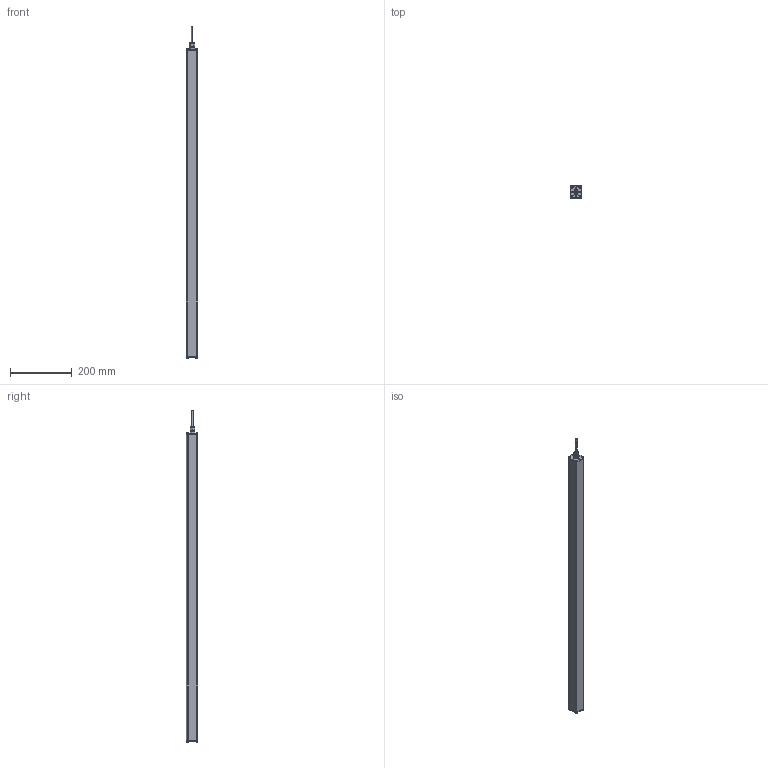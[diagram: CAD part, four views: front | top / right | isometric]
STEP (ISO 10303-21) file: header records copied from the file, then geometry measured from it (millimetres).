
FILE_DESCRIPTION((''),'2;1');
FILE_NAME('207409_ASM','2019-03-15T12:34:23',('pdmadmin'),('BANNER ENGINEERING'),'CREO PARAMETRIC BY PTC INC, 2018300','CREO PARAMETRIC BY PTC INC, 2018300','');
FILE_SCHEMA(('CONFIG_CONTROL_DESIGN'));
Length unit declared in the file: inch
Products named in the file (230): 203858_AF2; 203858_AF0_ASM; 203859_AF0; 203862_AF0_ASM; 203904_AF0; 114097_AF0; 114096_GENERIC_AF0; 114106_AF0_ASM; 113905_AF0; 114418_AF0_ASM; 111643_AF0; 60420_AF0; 114295_AF0_ASM; ASSEMBLY_55816_AF0; 68536_AF0_ASM; 139718_AF0_ASM; 66697_AF0; 114097_AF1; 114096_GENERIC_AF1; 114106_AF1_ASM; 113905_AF1; 114418_AF1_ASM; 111643_AF1; 60420_AF1; 114295_AF1_ASM; ASSEMBLY_55816_AF1; 68536_AF1_ASM; 139718_AF1_ASM; 66697_AF1; 114097_AF2; 114096_GENERIC_AF2; 114106_AF2_ASM; 113905_AF2; 114418_AF2_ASM; 111643_AF2; 60420_AF2; 114295_AF2_ASM; ASSEMBLY_55816_AF2; 68536_AF2_ASM; 139718_AF2_ASM ...
Assembly tree (229 placements, depth 6):
  207409_ASM
    203862_AF0_ASM
      203858_AF0_ASM
        203858_AF2
      203859_AF0
    206549_AF0_ASM
      203904_AF0
      139718_AF0_ASM
        114418_AF0_ASM
          114106_AF0_ASM
            114097_AF0
            114096_GENERIC_AF0
          113905_AF0
        68536_AF0_ASM
          114295_AF0_ASM
            111643_AF0
            60420_AF0
          ASSEMBLY_55816_AF0
      66697_AF0
      139718_AF1_ASM
        114418_AF1_ASM
          114106_AF1_ASM
            114097_AF1
            114096_GENERIC_AF1
          113905_AF1
        68536_AF1_ASM
          114295_AF1_ASM
            111643_AF1
            60420_AF1
          ASSEMBLY_55816_AF1
      66697_AF1
      139718_AF2_ASM
        114418_AF2_ASM
          114106_AF2_ASM
            114097_AF2
            114096_GENERIC_AF2
          113905_AF2
        68536_AF2_ASM
          114295_AF2_ASM
            111643_AF2
            60420_AF2
          ASSEMBLY_55816_AF2
      66697_AF2
      139718_AF3_ASM
        114418_AF3_ASM
          114106_AF3_ASM
            114097_AF3
            114096_GENERIC_AF3
          113905_AF3
        68536_AF3_ASM
          114295_AF3_ASM
            111643_AF3
            60420_AF3
          ASSEMBLY_55816_AF3
      66697_AF3
      139718_AF4_ASM
        114418_AF4_ASM
          114106_AF4_ASM
            114097_AF4
            114096_GENERIC_AF4
Bounding box: 36 x 38 x 1075.4 mm (x, y, z)
Volume: 353051.7 mm3; surface area: 336799.8 mm2
Topology: 25 solids, 34 shells, 1263 faces, 3445 edges, 2241 vertices
Faces by surface type: cylinder 756, plane 284, bspline 137, torus 66, cone 20
Entity records: 86248 total; most frequent: CARTESIAN_POINT 50856, ORIENTED_EDGE 6854, DIRECTION 6550, EDGE_CURVE 3445, AXIS2_PLACEMENT_3D 2525, VERTEX_POINT 2241, VECTOR 1500, LINE 1500
